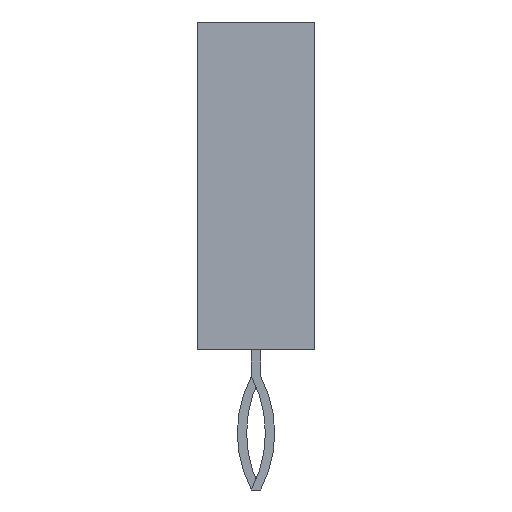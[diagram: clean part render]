
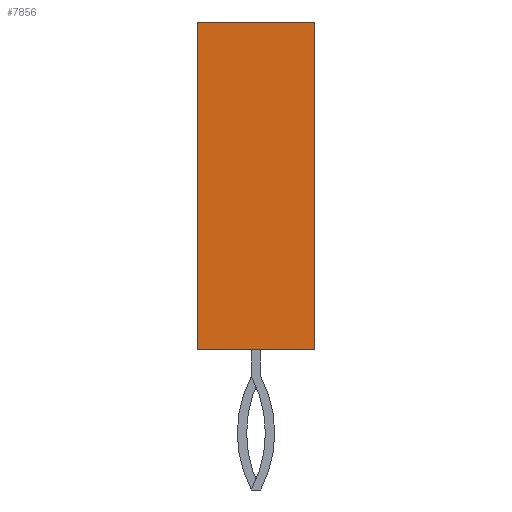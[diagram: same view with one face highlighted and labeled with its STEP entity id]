
A CAD part, left-side view. The second image highlights one B-rep face of the part: STEP entity #7856.
In plain terms, the highlighted planar face has unit normal (-1, 0, 0).
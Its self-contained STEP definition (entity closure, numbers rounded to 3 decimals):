
#2=DIRECTION('',(0.,-1.,0.));
#3=VECTOR('',#2,2.52);
#4=CARTESIAN_POINT('',(-20.32,1.26,0.));
#5=LINE('',#4,#3);
#1650=DIRECTION('',(0.,0.,-1.));
#1651=VECTOR('',#1650,7.);
#1652=CARTESIAN_POINT('',(-20.32,1.26,0.));
#1653=LINE('',#1652,#1651);
#1654=DIRECTION('',(0.,0.,-1.));
#1655=VECTOR('',#1654,7.);
#1656=CARTESIAN_POINT('',(-20.32,-1.26,0.));
#1657=LINE('',#1656,#1655);
#1666=DIRECTION('',(0.,-1.,0.));
#1667=VECTOR('',#1666,2.52);
#1668=CARTESIAN_POINT('',(-20.32,1.26,-7.));
#1669=LINE('',#1668,#1667);
#6342=CARTESIAN_POINT('',(-20.32,1.26,0.));
#6343=CARTESIAN_POINT('',(-20.32,-1.26,0.));
#6344=VERTEX_POINT('',#6342);
#6345=VERTEX_POINT('',#6343);
#6350=CARTESIAN_POINT('',(-20.32,1.26,-7.));
#6351=CARTESIAN_POINT('',(-20.32,-1.26,-7.));
#6352=VERTEX_POINT('',#6350);
#6353=VERTEX_POINT('',#6351);
#7842=CARTESIAN_POINT('',(-20.32,1.26,0.));
#7843=DIRECTION('',(-1.,0.,0.));
#7844=DIRECTION('',(0.,-1.,0.));
#7845=AXIS2_PLACEMENT_3D('',#7842,#7843,#7844);
#7846=PLANE('',#7845);
#7847=ORIENTED_EDGE('',*,*,#7543,.T.);
#7849=ORIENTED_EDGE('',*,*,#7848,.T.);
#7851=ORIENTED_EDGE('',*,*,#7850,.F.);
#7853=ORIENTED_EDGE('',*,*,#7852,.F.);
#7854=EDGE_LOOP('',(#7847,#7849,#7851,#7853));
#7855=FACE_OUTER_BOUND('',#7854,.F.);
#7543=EDGE_CURVE('',#6344,#6345,#5,.T.);
#7848=EDGE_CURVE('',#6345,#6353,#1657,.T.);
#7850=EDGE_CURVE('',#6352,#6353,#1669,.T.);
#7852=EDGE_CURVE('',#6344,#6352,#1653,.T.);
#7856=ADVANCED_FACE('',(#7855),#7846,.T.);
